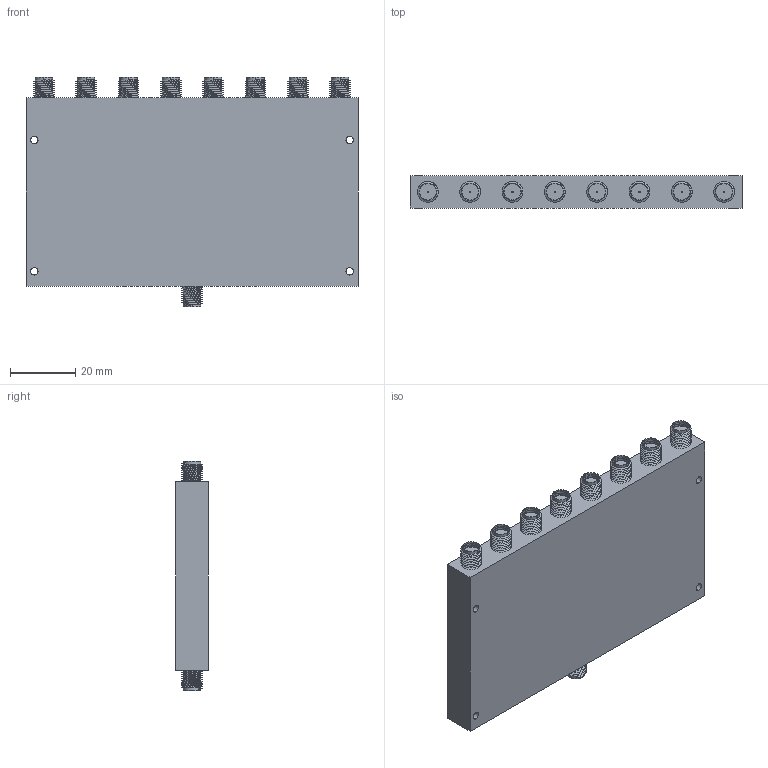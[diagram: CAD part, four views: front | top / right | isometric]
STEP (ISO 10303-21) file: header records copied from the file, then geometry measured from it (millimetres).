
FILE_DESCRIPTION (( 'STEP AP203' ), '1' );
FILE_NAME ('SCS-0831231418-SFSF-82.STEP', '2019-07-30T00:04:21', ( '' ), ( '' ), 'SwSTEP 2.0', 'SolidWorks 2016', '' );
FILE_SCHEMA (( 'CONFIG_CONTROL_DESIGN' ));
Products named in the file (1): SCS-0831231418-SFSF-82
Bounding box: 101.6 x 9.91 x 70.36 mm (x, y, z)
Volume: 60708 mm3; surface area: 20013.7 mm2
Topology: 10 solids, 10 shells, 536 faces, 1440 edges, 960 vertices
Faces by surface type: cylinder 431, plane 78, bspline 27
Entity records: 34452 total; most frequent: CARTESIAN_POINT 23079, ORIENTED_EDGE 2880, DIRECTION 1882, EDGE_CURVE 1440, VERTEX_POINT 960, AXIS2_PLACEMENT_3D 706, EDGE_LOOP 580, ADVANCED_FACE 536
